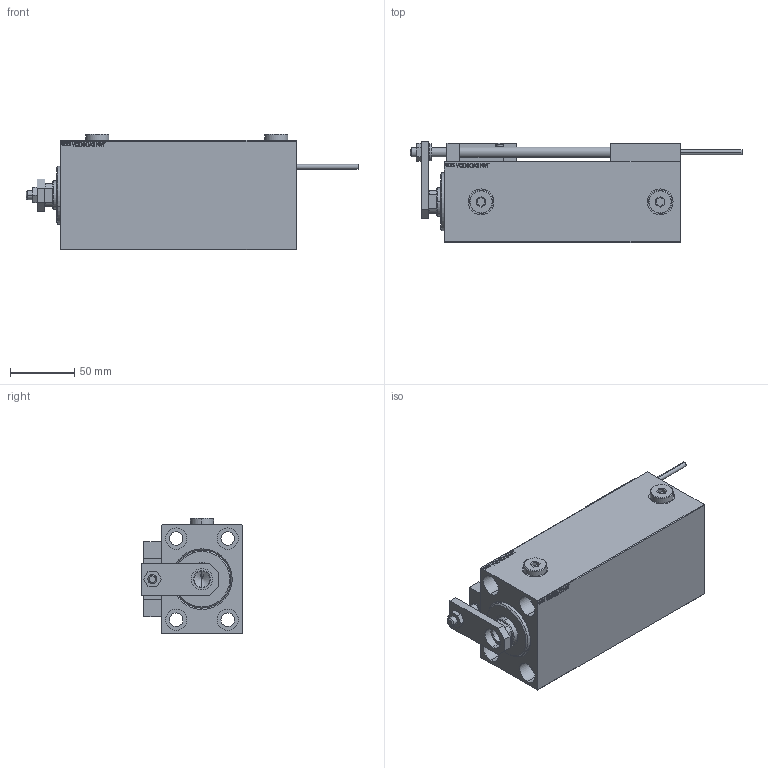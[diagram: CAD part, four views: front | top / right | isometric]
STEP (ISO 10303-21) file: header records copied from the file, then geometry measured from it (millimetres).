
FILE_DESCRIPTION (( 'STEP AP203' ), '1' );
FILE_NAME ('510f.STEP', '2024-02-13T00:42:27', ( '' ), ( '' ), 'SwSTEP 2.0', 'SolidWorks 2019', '' );
FILE_SCHEMA (( 'CONFIG_CONTROL_DESIGN' ));
Length unit declared in the file: millimetre
Products named in the file (16): SWITCH X 4d2bed12de728cf18508af8fd6d07a0d; Zatka_OIL_PORT 4d2bed12de728cf18508af8fd6d07a0d; V450CM_C_Body 4d2bed12de728cf18508af8fd6d07a0d; MAGNET 4d2bed12de728cf18508af8fd6d07a0d; SWITCH DIM B,W 4d2bed12de728cf18508af8fd6d07a0d; ALLEN BOLT D5 4d2bed12de728cf18508af8fd6d07a0d; V450CM_C_VCP 4d2bed12de728cf18508af8fd6d07a0d; NUT_D12 4d2bed12de728cf18508af8fd6d07a0d; TYC_L79 4d2bed12de728cf18508af8fd6d07a0d; V450CM_VC_B 4d2bed12de728cf18508af8fd6d07a0d; ALLEN BOLT D8 4d2bed12de728cf18508af8fd6d07a0d; Block 4d2bed12de728cf18508af8fd6d07a0d; ZARAZKA 4d2bed12de728cf18508af8fd6d07a0d; 510f; KONCOVKA 4d2bed12de728cf18508af8fd6d07a0d; SWITCH_X_FRONT_BACK 4d2bed12de728cf18508af8fd6d07a0d
Assembly tree (26 placements, depth 3):
  510f
    V450CM_C_Body 4d2bed12de728cf18508af8fd6d07a0d
    SWITCH X 4d2bed12de728cf18508af8fd6d07a0d
      SWITCH_X_FRONT_BACK 4d2bed12de728cf18508af8fd6d07a0d  x2
      TYC_L79 4d2bed12de728cf18508af8fd6d07a0d
      Block 4d2bed12de728cf18508af8fd6d07a0d  x2
      ALLEN BOLT D5 4d2bed12de728cf18508af8fd6d07a0d  x4
      ALLEN BOLT D8 4d2bed12de728cf18508af8fd6d07a0d  x4
      MAGNET 4d2bed12de728cf18508af8fd6d07a0d  x2
      KONCOVKA 4d2bed12de728cf18508af8fd6d07a0d  x2
    NUT_D12 4d2bed12de728cf18508af8fd6d07a0d
    SWITCH DIM B,W 4d2bed12de728cf18508af8fd6d07a0d
    ZARAZKA 4d2bed12de728cf18508af8fd6d07a0d
    V450CM_C_VCP 4d2bed12de728cf18508af8fd6d07a0d
    V450CM_VC_B 4d2bed12de728cf18508af8fd6d07a0d
    Zatka_OIL_PORT 4d2bed12de728cf18508af8fd6d07a0d  x2
Bounding box: 257.7 x 78.5 x 89.9 mm (x, y, z)
Volume: 853115.8 mm3; surface area: 166230.8 mm2
Topology: 25 solids, 25 shells, 1336 faces, 3188 edges, 2035 vertices
Faces by surface type: plane 594, bspline 380, cylinder 204, cone 110, torus 44, sphere 4
Entity records: 51504 total; most frequent: CARTESIAN_POINT 26291, ORIENTED_EDGE 5316, DIRECTION 3634, EDGE_CURVE 2658, VERTEX_POINT 1735, VECTOR 1534, LINE 1534, EDGE_LOOP 1235
